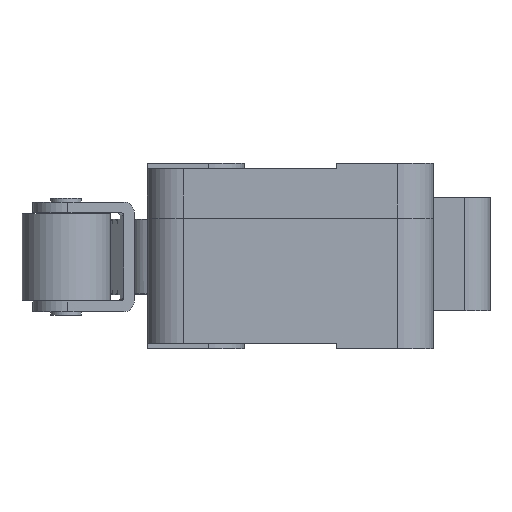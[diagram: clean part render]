
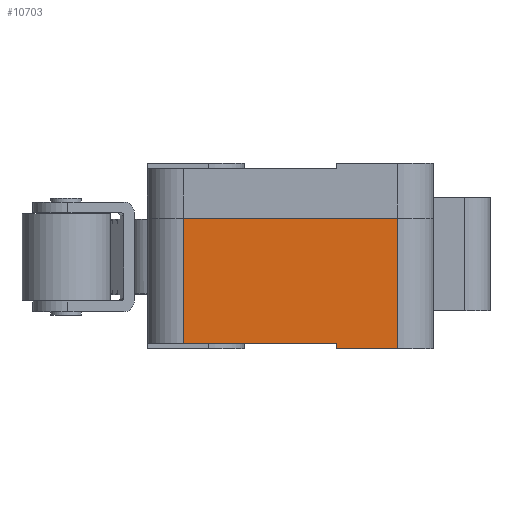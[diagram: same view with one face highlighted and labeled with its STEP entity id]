
A CAD part, left-side view. The second image highlights one B-rep face of the part: STEP entity #10703.
In plain terms, the highlighted planar face has unit normal (-1, 0, 0).
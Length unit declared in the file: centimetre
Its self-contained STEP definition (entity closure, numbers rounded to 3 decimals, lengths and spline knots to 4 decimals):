
#1099=FACE_OUTER_BOUND('',#1723,.T.);
#1723=EDGE_LOOP('',(#9727,#9728,#9729,#9730,#9731,#9732));
#2661=LINE('',#17518,#3824);
#2958=LINE('',#19324,#4121);
#2962=LINE('',#19334,#4125);
#2967=LINE('',#19347,#4130);
#2970=LINE('',#19353,#4133);
#2983=LINE('',#19385,#4146);
#3824=VECTOR('',#12715,1.);
#4121=VECTOR('',#13380,1.);
#4125=VECTOR('',#13388,1.);
#4130=VECTOR('',#13405,1.);
#4133=VECTOR('',#13414,1.);
#4146=VECTOR('',#13455,1.);
#4957=VERTEX_POINT('',#17505);
#4961=VERTEX_POINT('',#17517);
#5141=VERTEX_POINT('',#19320);
#5142=VERTEX_POINT('',#19322);
#5146=VERTEX_POINT('',#19333);
#5148=VERTEX_POINT('',#19345);
#6263=EDGE_CURVE('',#4961,#4957,#2661,.T.);
#6654=EDGE_CURVE('',#5141,#5142,#2958,.T.);
#6659=EDGE_CURVE('',#5146,#5141,#2962,.T.);
#6666=EDGE_CURVE('',#5148,#5142,#2967,.T.);
#6669=EDGE_CURVE('',#5146,#4957,#2970,.T.);
#6684=EDGE_CURVE('',#5148,#4961,#2983,.T.);
#9727=ORIENTED_EDGE('',*,*,#6263,.T.);
#9728=ORIENTED_EDGE('',*,*,#6669,.F.);
#9729=ORIENTED_EDGE('',*,*,#6659,.T.);
#9730=ORIENTED_EDGE('',*,*,#6654,.T.);
#9731=ORIENTED_EDGE('',*,*,#6666,.F.);
#9732=ORIENTED_EDGE('',*,*,#6684,.T.);
#10134=PLANE('',#11243);
#10703=ADVANCED_FACE('',(#1099),#10134,.T.);
#11243=AXIS2_PLACEMENT_3D('',#19384,#13453,#13454);
#12715=DIRECTION('',(0.,1.,0.));
#13380=DIRECTION('',(0.,0.,-1.));
#13388=DIRECTION('',(0.,-1.,0.));
#13405=DIRECTION('',(0.,1.,0.));
#13414=DIRECTION('',(0.,0.,1.));
#13453=DIRECTION('center_axis',(-1.,0.,0.));
#13454=DIRECTION('ref_axis',(0.,0.,1.));
#13455=DIRECTION('',(0.,0.,1.));
#17505=CARTESIAN_POINT('',(-2.89,0.6425,0.725));
#17517=CARTESIAN_POINT('',(-2.89,-0.5475,0.725));
#17518=CARTESIAN_POINT('',(-2.89,0.1476,0.725));
#19320=CARTESIAN_POINT('',(-2.89,-0.2075,0.03));
#19322=CARTESIAN_POINT('',(-2.89,-0.2075,0.));
#19324=CARTESIAN_POINT('',(-2.89,-0.2075,0.));
#19333=CARTESIAN_POINT('',(-2.89,0.6425,0.03));
#19334=CARTESIAN_POINT('',(-2.89,-0.2457,0.03));
#19345=CARTESIAN_POINT('',(-2.89,-0.5475,0.));
#19347=CARTESIAN_POINT('',(-2.89,-0.5475,0.));
#19353=CARTESIAN_POINT('',(-2.89,0.6425,0.));
#19384=CARTESIAN_POINT('Origin',(-2.89,-0.5475,0.));
#19385=CARTESIAN_POINT('',(-2.89,-0.5475,0.));
